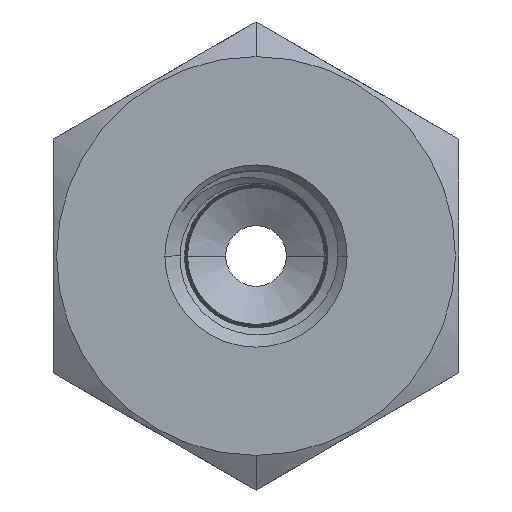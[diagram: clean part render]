
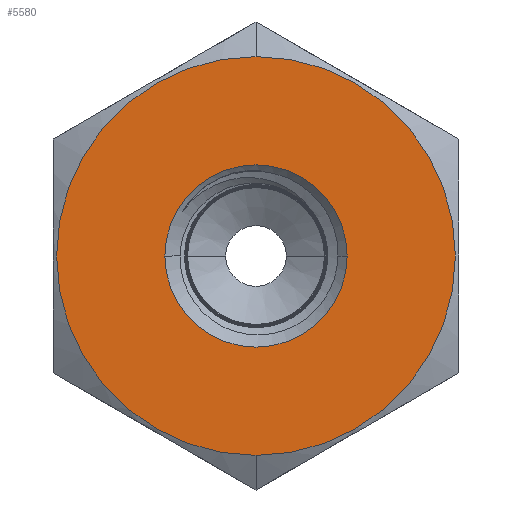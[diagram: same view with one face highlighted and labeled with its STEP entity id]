
A CAD part, front view. The second image highlights one B-rep face of the part: STEP entity #5580.
In plain terms, the highlighted planar face has unit normal (0, -1, 0).
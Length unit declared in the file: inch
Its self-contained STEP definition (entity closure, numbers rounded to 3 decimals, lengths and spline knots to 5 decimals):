
#65 = FACE_OUTER_BOUND ( 'NONE', #5919, .T. ) ;
#836 = ORIENTED_EDGE ( 'NONE', *, *, #9889, .F. ) ;
#865 = EDGE_LOOP ( 'NONE', ( #836, #12125 ) ) ;
#976 = DIRECTION ( 'NONE',  ( 0., 1., 0. ) ) ;
#1511 = CARTESIAN_POINT ( 'NONE',  ( 0., 0., 0.615 ) ) ;
#2269 = CARTESIAN_POINT ( 'NONE',  ( 0., 0., -0.615 ) ) ;
#2721 = DIRECTION ( 'NONE',  ( 0., -1., 0. ) ) ;
#3185 = CIRCLE ( 'NONE', #9242, 0.281 ) ;
#3304 = ORIENTED_EDGE ( 'NONE', *, *, #11243, .T. ) ;
#3543 = DIRECTION ( 'NONE',  ( 0., -1., 0. ) ) ;
#3836 = VERTEX_POINT ( 'NONE', #1511 ) ;
#4180 = PLANE ( 'NONE',  #8573 ) ;
#4511 = CIRCLE ( 'NONE', #13193, 0.281 ) ;
#4599 = CIRCLE ( 'NONE', #6075, 0.615 ) ;
#4660 = ORIENTED_EDGE ( 'NONE', *, *, #11988, .T. ) ;
#4676 = CARTESIAN_POINT ( 'NONE',  ( 0., 0., 0. ) ) ;
#5199 = VERTEX_POINT ( 'NONE', #6788 ) ;
#5347 = CARTESIAN_POINT ( 'NONE',  ( 0., 0., 0. ) ) ;
#5580 = ADVANCED_FACE ( 'NONE', ( #65, #12788 ), #4180, .F. ) ;
#5663 = EDGE_CURVE ( 'NONE', #13226, #5199, #4511, .T. ) ;
#5919 = EDGE_LOOP ( 'NONE', ( #3304, #4660 ) ) ;
#6075 = AXIS2_PLACEMENT_3D ( 'NONE', #4676, #3543, #9185 ) ;
#6480 = DIRECTION ( 'NONE',  ( 1., 0., 0. ) ) ;
#6788 = CARTESIAN_POINT ( 'NONE',  ( 0.281, 0., 0. ) ) ;
#7041 = DIRECTION ( 'NONE',  ( 0., 0., -1. ) ) ;
#7215 = CIRCLE ( 'NONE', #10608, 0.615 ) ;
#7332 = VERTEX_POINT ( 'NONE', #2269 ) ;
#8573 = AXIS2_PLACEMENT_3D ( 'NONE', #5347, #976, #8685 ) ;
#8685 = DIRECTION ( 'NONE',  ( 0., 0., 1. ) ) ;
#9185 = DIRECTION ( 'NONE',  ( 0., 0., -1. ) ) ;
#9242 = AXIS2_PLACEMENT_3D ( 'NONE', #14321, #9818, #12092 ) ;
#9352 = CARTESIAN_POINT ( 'NONE',  ( 0., 0., 0. ) ) ;
#9818 = DIRECTION ( 'NONE',  ( 0., -1., 0. ) ) ;
#9889 = EDGE_CURVE ( 'NONE', #5199, #13226, #3185, .T. ) ;
#10608 = AXIS2_PLACEMENT_3D ( 'NONE', #9352, #2721, #7041 ) ;
#11012 = CARTESIAN_POINT ( 'NONE',  ( 0., 0., 0. ) ) ;
#11243 = EDGE_CURVE ( 'NONE', #3836, #7332, #7215, .T. ) ;
#11988 = EDGE_CURVE ( 'NONE', #7332, #3836, #4599, .T. ) ;
#12092 = DIRECTION ( 'NONE',  ( 1., 0., 0. ) ) ;
#12125 = ORIENTED_EDGE ( 'NONE', *, *, #5663, .F. ) ;
#12150 = DIRECTION ( 'NONE',  ( 0., -1., 0. ) ) ;
#12788 = FACE_BOUND ( 'NONE', #865, .T. ) ;
#13193 = AXIS2_PLACEMENT_3D ( 'NONE', #11012, #12150, #6480 ) ;
#13226 = VERTEX_POINT ( 'NONE', #14453 ) ;
#14321 = CARTESIAN_POINT ( 'NONE',  ( 0., 0., 0. ) ) ;
#14453 = CARTESIAN_POINT ( 'NONE',  ( -0.281, 0., 0. ) ) ;
